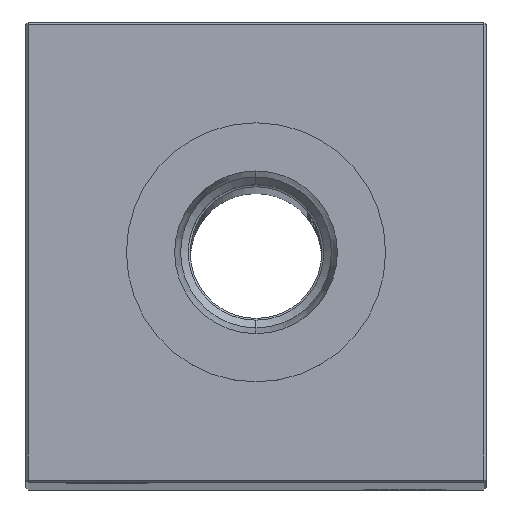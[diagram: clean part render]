
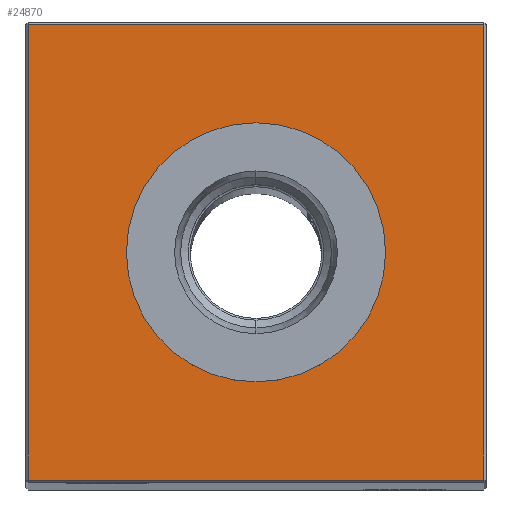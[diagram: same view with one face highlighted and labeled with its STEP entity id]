
A CAD part, top view. The second image highlights one B-rep face of the part: STEP entity #24870.
In plain terms, the highlighted planar face has unit normal (0, 0, 1).
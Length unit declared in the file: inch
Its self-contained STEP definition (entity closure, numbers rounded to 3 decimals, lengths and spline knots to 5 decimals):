
#729 = CARTESIAN_POINT ( 'NONE',  ( 0.865, 0., 16. ) ) ;
#1026 = DIRECTION ( 'NONE',  ( 0., 0., -1. ) ) ;
#1047 = EDGE_LOOP ( 'NONE', ( #24554, #3126, #8380, #9524 ) ) ;
#1990 = EDGE_LOOP ( 'NONE', ( #3080, #5340 ) ) ;
#2711 = LINE ( 'NONE', #21455, #3920 ) ;
#2790 = FACE_BOUND ( 'NONE', #1990, .T. ) ;
#3080 = ORIENTED_EDGE ( 'NONE', *, *, #16965, .T. ) ;
#3126 = ORIENTED_EDGE ( 'NONE', *, *, #16508, .T. ) ;
#3462 = CIRCLE ( 'NONE', #15724, 0.49213 ) ;
#3920 = VECTOR ( 'NONE', #25686, 39.37008 ) ;
#4104 = DIRECTION ( 'NONE',  ( 0., -1., 0. ) ) ;
#5237 = EDGE_CURVE ( 'NONE', #26193, #17915, #26548, .T. ) ;
#5340 = ORIENTED_EDGE ( 'NONE', *, *, #25661, .T. ) ;
#5505 = VERTEX_POINT ( 'NONE', #16546 ) ;
#5581 = CARTESIAN_POINT ( 'NONE',  ( 0., -0.49213, 16. ) ) ;
#7007 = VECTOR ( 'NONE', #7448, 39.37008 ) ;
#7037 = CIRCLE ( 'NONE', #19287, 0.49213 ) ;
#7448 = DIRECTION ( 'NONE',  ( 1., 0., 0. ) ) ;
#7831 = AXIS2_PLACEMENT_3D ( 'NONE', #21953, #1026, #9367 ) ;
#8380 = ORIENTED_EDGE ( 'NONE', *, *, #8539, .T. ) ;
#8539 = EDGE_CURVE ( 'NONE', #19882, #23617, #11802, .T. ) ;
#9345 = DIRECTION ( 'NONE',  ( 0., 1., 0. ) ) ;
#9367 = DIRECTION ( 'NONE',  ( -1., 0., 0. ) ) ;
#9524 = ORIENTED_EDGE ( 'NONE', *, *, #17632, .T. ) ;
#11802 = LINE ( 'NONE', #729, #21856 ) ;
#12757 = VECTOR ( 'NONE', #4104, 39.37008 ) ;
#13735 = CARTESIAN_POINT ( 'NONE',  ( -0.865, -0.865, 16. ) ) ;
#15396 = LINE ( 'NONE', #17873, #7007 ) ;
#15668 = FACE_OUTER_BOUND ( 'NONE', #1047, .T. ) ;
#15724 = AXIS2_PLACEMENT_3D ( 'NONE', #19349, #20988, #21124 ) ;
#16114 = DIRECTION ( 'NONE',  ( 0., 0., -1. ) ) ;
#16508 = EDGE_CURVE ( 'NONE', #17915, #19882, #15396, .T. ) ;
#16546 = CARTESIAN_POINT ( 'NONE',  ( 0., 0.49213, 16. ) ) ;
#16965 = EDGE_CURVE ( 'NONE', #5505, #25250, #3462, .T. ) ;
#17632 = EDGE_CURVE ( 'NONE', #23617, #26193, #2711, .T. ) ;
#17789 = CARTESIAN_POINT ( 'NONE',  ( 0.865, -0.865, 16. ) ) ;
#17873 = CARTESIAN_POINT ( 'NONE',  ( 0., -0.865, 16. ) ) ;
#17915 = VERTEX_POINT ( 'NONE', #13735 ) ;
#18179 = DIRECTION ( 'NONE',  ( -1., 0., 0. ) ) ;
#18763 = CARTESIAN_POINT ( 'NONE',  ( -0.865, 0., 16. ) ) ;
#19287 = AXIS2_PLACEMENT_3D ( 'NONE', #26613, #16114, #18179 ) ;
#19349 = CARTESIAN_POINT ( 'NONE',  ( 0., 0., 16. ) ) ;
#19882 = VERTEX_POINT ( 'NONE', #17789 ) ;
#20988 = DIRECTION ( 'NONE',  ( 0., 0., -1. ) ) ;
#21124 = DIRECTION ( 'NONE',  ( -1., 0., 0. ) ) ;
#21455 = CARTESIAN_POINT ( 'NONE',  ( 0., 0.865, 16. ) ) ;
#21856 = VECTOR ( 'NONE', #9345, 39.37008 ) ;
#21953 = CARTESIAN_POINT ( 'NONE',  ( 0., 0., 16. ) ) ;
#23617 = VERTEX_POINT ( 'NONE', #23922 ) ;
#23922 = CARTESIAN_POINT ( 'NONE',  ( 0.865, 0.865, 16. ) ) ;
#23993 = PLANE ( 'NONE',  #7831 ) ;
#24554 = ORIENTED_EDGE ( 'NONE', *, *, #5237, .T. ) ;
#24870 = ADVANCED_FACE ( 'NONE', ( #15668, #2790 ), #23993, .F. ) ;
#25249 = CARTESIAN_POINT ( 'NONE',  ( -0.865, 0.865, 16. ) ) ;
#25250 = VERTEX_POINT ( 'NONE', #5581 ) ;
#25661 = EDGE_CURVE ( 'NONE', #25250, #5505, #7037, .T. ) ;
#25686 = DIRECTION ( 'NONE',  ( -1., 0., 0. ) ) ;
#26193 = VERTEX_POINT ( 'NONE', #25249 ) ;
#26548 = LINE ( 'NONE', #18763, #12757 ) ;
#26613 = CARTESIAN_POINT ( 'NONE',  ( 0., 0., 16. ) ) ;
